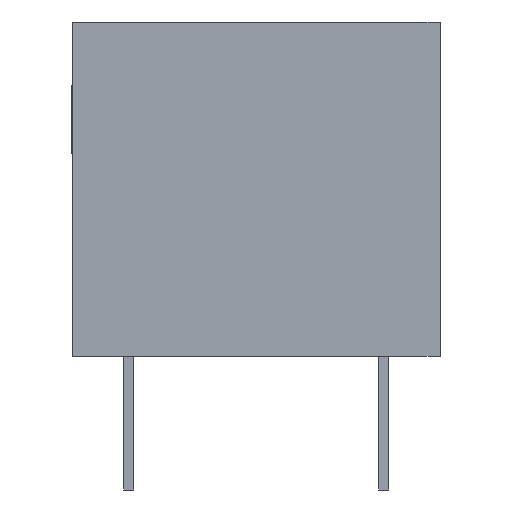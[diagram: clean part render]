
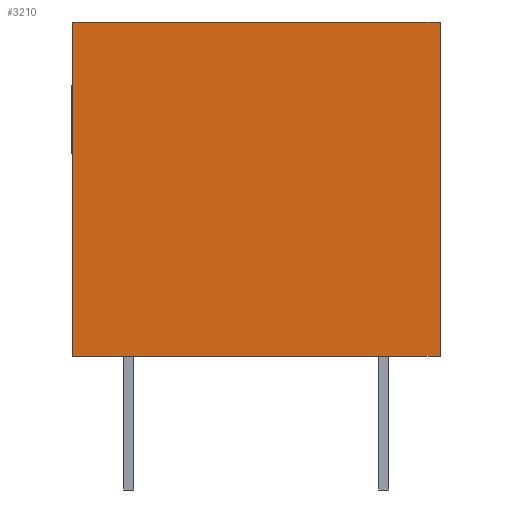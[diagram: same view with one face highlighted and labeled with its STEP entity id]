
A CAD part, left-side view. The second image highlights one B-rep face of the part: STEP entity #3210.
In plain terms, the highlighted planar face has unit normal (-1, 0, 0).
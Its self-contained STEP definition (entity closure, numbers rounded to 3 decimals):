
#463 = CARTESIAN_POINT ( 'NONE',  ( -10.1, -5.5, 10. ) ) ;
#545 = PLANE ( 'NONE',  #6504 ) ;
#592 = DIRECTION ( 'NONE',  ( 0., -1., 0. ) ) ;
#1557 = CARTESIAN_POINT ( 'NONE',  ( -10.1, 5.5, 10. ) ) ;
#2038 = ORIENTED_EDGE ( 'NONE', *, *, #11415, .T. ) ;
#2202 = EDGE_CURVE ( 'NONE', #14126, #11439, #8387, .T. ) ;
#2734 = VERTEX_POINT ( 'NONE', #6854 ) ;
#2842 = LINE ( 'NONE', #463, #6249 ) ;
#3210 = ADVANCED_FACE ( 'NONE', ( #11169 ), #545, .F. ) ;
#4533 = EDGE_LOOP ( 'NONE', ( #13302, #8679, #11090, #2038 ) ) ;
#4724 = VECTOR ( 'NONE', #7433, 1000. ) ;
#4991 = VERTEX_POINT ( 'NONE', #10908 ) ;
#5161 = CARTESIAN_POINT ( 'NONE',  ( -10.1, 5.5, 10. ) ) ;
#5608 = LINE ( 'NONE', #7943, #8107 ) ;
#5817 = EDGE_CURVE ( 'NONE', #4991, #2734, #5608, .T. ) ;
#6249 = VECTOR ( 'NONE', #12386, 1000. ) ;
#6504 = AXIS2_PLACEMENT_3D ( 'NONE', #5161, #7671, #9930 ) ;
#6854 = CARTESIAN_POINT ( 'NONE',  ( -10.1, -5.5, 10. ) ) ;
#7433 = DIRECTION ( 'NONE',  ( 0., 0., -1. ) ) ;
#7671 = DIRECTION ( 'NONE',  ( 1., 0., 0. ) ) ;
#7943 = CARTESIAN_POINT ( 'NONE',  ( -10.1, 5.5, 10. ) ) ;
#8107 = VECTOR ( 'NONE', #592, 1000. ) ;
#8146 = DIRECTION ( 'NONE',  ( 0., -1., 0. ) ) ;
#8387 = LINE ( 'NONE', #9306, #9945 ) ;
#8679 = ORIENTED_EDGE ( 'NONE', *, *, #11823, .F. ) ;
#8695 = CARTESIAN_POINT ( 'NONE',  ( -10.1, -5.5, 0. ) ) ;
#9306 = CARTESIAN_POINT ( 'NONE',  ( -10.1, 5.5, 0. ) ) ;
#9930 = DIRECTION ( 'NONE',  ( 0., 0., -1. ) ) ;
#9945 = VECTOR ( 'NONE', #8146, 1000. ) ;
#10908 = CARTESIAN_POINT ( 'NONE',  ( -10.1, 5.5, 10. ) ) ;
#11090 = ORIENTED_EDGE ( 'NONE', *, *, #5817, .F. ) ;
#11169 = FACE_OUTER_BOUND ( 'NONE', #4533, .T. ) ;
#11415 = EDGE_CURVE ( 'NONE', #4991, #14126, #14340, .T. ) ;
#11439 = VERTEX_POINT ( 'NONE', #8695 ) ;
#11823 = EDGE_CURVE ( 'NONE', #2734, #11439, #2842, .T. ) ;
#12386 = DIRECTION ( 'NONE',  ( 0., 0., -1. ) ) ;
#13302 = ORIENTED_EDGE ( 'NONE', *, *, #2202, .T. ) ;
#14126 = VERTEX_POINT ( 'NONE', #15316 ) ;
#14340 = LINE ( 'NONE', #1557, #4724 ) ;
#15316 = CARTESIAN_POINT ( 'NONE',  ( -10.1, 5.5, 0. ) ) ;
